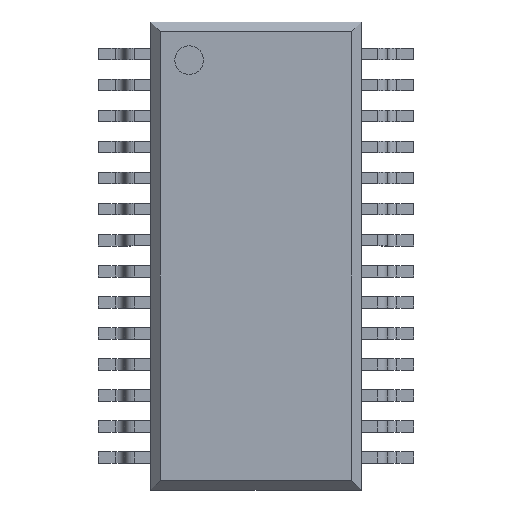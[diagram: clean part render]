
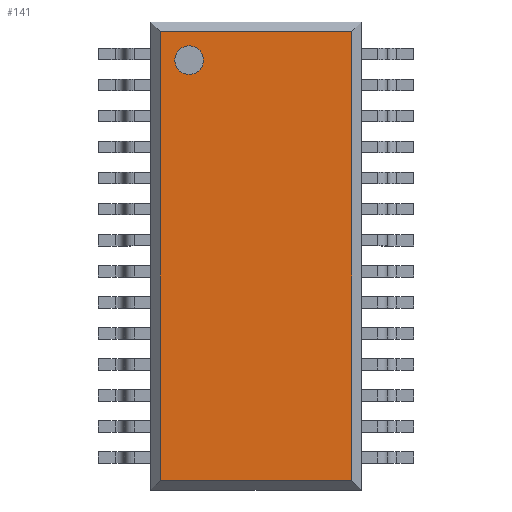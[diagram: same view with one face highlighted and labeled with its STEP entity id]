
A CAD part, top view. The second image highlights one B-rep face of the part: STEP entity #141.
In plain terms, the highlighted planar face has unit normal (0, 0, 1).
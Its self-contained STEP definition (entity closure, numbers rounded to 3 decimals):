
#94 = EDGE_LOOP ( 'NONE', ( #127, #133 ) ) ;
#115 = VERTEX_POINT ( 'NONE', #4792 ) ;
#116 = ORIENTED_EDGE ( 'NONE', *, *, #130, .T. ) ;
#117 = EDGE_LOOP ( 'NONE', ( #116, #140, #134, #176 ) ) ;
#126 = VERTEX_POINT ( 'NONE', #4816 ) ;
#127 = ORIENTED_EDGE ( 'NONE', *, *, #138, .F. ) ;
#129 = EDGE_CURVE ( 'NONE', #126, #115, #4853, .T. ) ;
#130 = EDGE_CURVE ( 'NONE', #136, #126, #4845, .T. ) ;
#133 = ORIENTED_EDGE ( 'NONE', *, *, #1126, .F. ) ;
#134 = ORIENTED_EDGE ( 'NONE', *, *, #143, .T. ) ;
#136 = VERTEX_POINT ( 'NONE', #4857 ) ;
#138 = EDGE_CURVE ( 'NONE', #1124, #1119, #4850, .T. ) ;
#140 = ORIENTED_EDGE ( 'NONE', *, *, #129, .T. ) ;
#141 = ADVANCED_FACE ( 'NONE', ( #4888, #4881 ), #4892, .T. ) ;
#143 = EDGE_CURVE ( 'NONE', #115, #144, #4925, .T. ) ;
#144 = VERTEX_POINT ( 'NONE', #4921 ) ;
#176 = ORIENTED_EDGE ( 'NONE', *, *, #177, .T. ) ;
#177 = EDGE_CURVE ( 'NONE', #144, #136, #5006, .T. ) ;
#1119 = VERTEX_POINT ( 'NONE', #6585 ) ;
#1124 = VERTEX_POINT ( 'NONE', #6636 ) ;
#1126 = EDGE_CURVE ( 'NONE', #1119, #1124, #6583, .T. ) ;
#4792 = CARTESIAN_POINT ( 'NONE',  ( 2., 4.7, 1.05 ) ) ;
#4816 = CARTESIAN_POINT ( 'NONE',  ( 2., -4.7, 1.05 ) ) ;
#4842 = DIRECTION ( 'NONE',  ( 1., 0., 0. ) ) ;
#4843 = VECTOR ( 'NONE', #4842, 1000. ) ;
#4844 = CARTESIAN_POINT ( 'NONE',  ( 2.2, -4.7, 1.05 ) ) ;
#4845 = LINE ( 'NONE', #4844, #4843 ) ;
#4849 = DIRECTION ( 'NONE',  ( 0., 1., 0. ) ) ;
#4850 = CIRCLE ( 'NONE', #4896, 0.3 ) ;
#4851 = VECTOR ( 'NONE', #4849, 1000. ) ;
#4852 = CARTESIAN_POINT ( 'NONE',  ( 2., 4.9, 1.05 ) ) ;
#4853 = LINE ( 'NONE', #4852, #4851 ) ;
#4857 = CARTESIAN_POINT ( 'NONE',  ( -2., -4.7, 1.05 ) ) ;
#4881 = FACE_OUTER_BOUND ( 'NONE', #117, .T. ) ;
#4883 = DIRECTION ( 'NONE',  ( 1., 0., 0. ) ) ;
#4884 = DIRECTION ( 'NONE',  ( 0., 0., 1. ) ) ;
#4885 = CARTESIAN_POINT ( 'NONE',  ( -1.4, 4.1, 1.05 ) ) ;
#4888 = FACE_BOUND ( 'NONE', #94, .T. ) ;
#4889 = AXIS2_PLACEMENT_3D ( 'NONE', #4924, #4923, #4922 ) ;
#4892 = PLANE ( 'NONE',  #4889 ) ;
#4896 = AXIS2_PLACEMENT_3D ( 'NONE', #4885, #4884, #4883 ) ;
#4918 = DIRECTION ( 'NONE',  ( -1., 0., 0. ) ) ;
#4919 = VECTOR ( 'NONE', #4918, 1000. ) ;
#4920 = CARTESIAN_POINT ( 'NONE',  ( -2.2, 4.7, 1.05 ) ) ;
#4921 = CARTESIAN_POINT ( 'NONE',  ( -2., 4.7, 1.05 ) ) ;
#4922 = DIRECTION ( 'NONE',  ( 1., 0., 0. ) ) ;
#4923 = DIRECTION ( 'NONE',  ( 0., 0., 1. ) ) ;
#4924 = CARTESIAN_POINT ( 'NONE',  ( -2.2, -4.9, 1.05 ) ) ;
#4925 = LINE ( 'NONE', #4920, #4919 ) ;
#4992 = DIRECTION ( 'NONE',  ( 0., -1., 0. ) ) ;
#4993 = VECTOR ( 'NONE', #4992, 1000. ) ;
#5005 = CARTESIAN_POINT ( 'NONE',  ( -2., -4.9, 1.05 ) ) ;
#5006 = LINE ( 'NONE', #5005, #4993 ) ;
#6583 = CIRCLE ( 'NONE', #6631, 0.3 ) ;
#6585 = CARTESIAN_POINT ( 'NONE',  ( -1.7, 4.1, 1.05 ) ) ;
#6628 = DIRECTION ( 'NONE',  ( 1., 0., 0. ) ) ;
#6629 = DIRECTION ( 'NONE',  ( 0., 0., 1. ) ) ;
#6630 = CARTESIAN_POINT ( 'NONE',  ( -1.4, 4.1, 1.05 ) ) ;
#6631 = AXIS2_PLACEMENT_3D ( 'NONE', #6630, #6629, #6628 ) ;
#6636 = CARTESIAN_POINT ( 'NONE',  ( -1.1, 4.1, 1.05 ) ) ;
